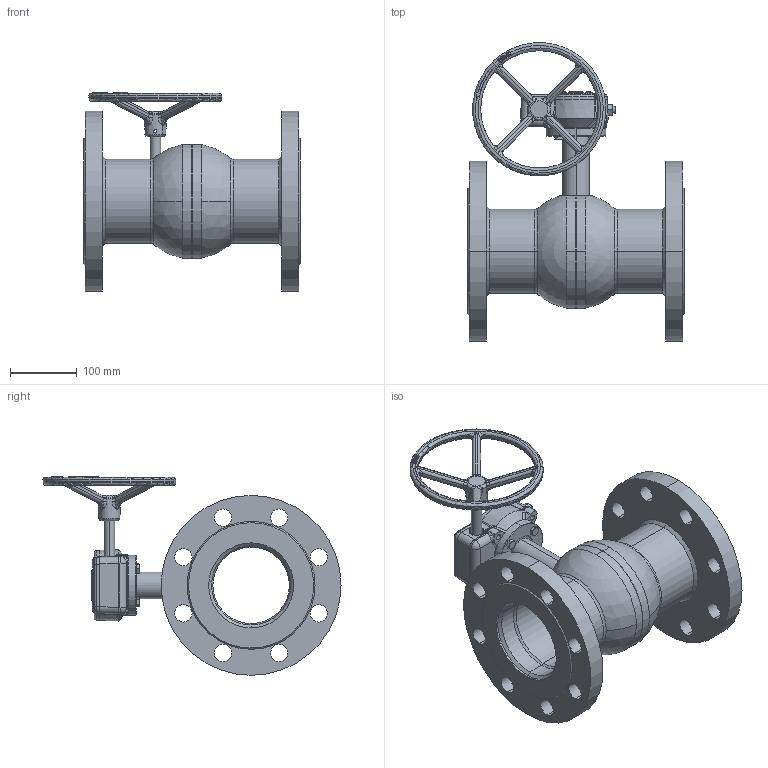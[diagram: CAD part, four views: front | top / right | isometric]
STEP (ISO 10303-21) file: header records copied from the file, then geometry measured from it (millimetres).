
FILE_DESCRIPTION (( 'STEP AP214' ), '1' );
FILE_NAME ('8500425125 480.step', '2025-05-29T08:14:19', ( '' ), ( '' ), 'SwSTEP 2.0', 'SolidWorks 2023', '' );
FILE_SCHEMA (( 'AUTOMOTIVE_DESIGN' ));
Length unit declared in the file: millimetre
Products named in the file (1): 8500425125 480
Bounding box: 325 x 447.43 x 298 mm (x, y, z)
Surface area: 587456.8 mm2 (no closed solid volume)
Topology: 0 solids, 22 shells, 833 faces, 2440 edges, 1561 vertices
Faces by surface type: plane 254, bspline 242, cylinder 159, cone 126, torus 38, sphere 14
Entity records: 46904 total; most frequent: CARTESIAN_POINT 27428, ORIENTED_EDGE 4277, DIRECTION 3489, EDGE_CURVE 2428, VERTEX_POINT 1561, AXIS2_PLACEMENT_3D 1369, EDGE_LOOP 929, ADVANCED_FACE 833
